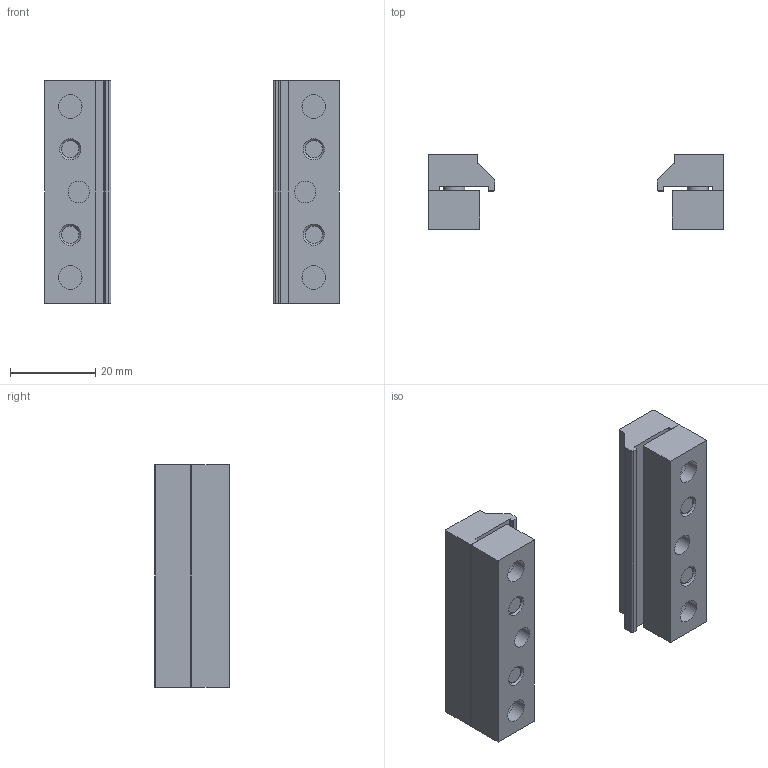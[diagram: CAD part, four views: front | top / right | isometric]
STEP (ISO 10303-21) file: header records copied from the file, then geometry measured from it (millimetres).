
FILE_DESCRIPTION(/* description */ ('STEP AP214'),/* implementation_level */ '2;1');
FILE_NAME(/* name */ '562238_MUE-45',/* time_stamp */ '2024-09-11T20:33:12+02:00',/* author */ ('License CC BY-ND 4.0'),/* organization */ ('CADENAS'),/* preprocessor_version */ 'ST-DEVELOPER v19.3',/* originating_system */ 'PARTsolutions',/* authorisation */ ' ');
FILE_SCHEMA (('AUTOMOTIVE_DESIGN {1 0 10303 214 3 1 1}'));
Length unit declared in the file: millimetre
Products named in the file (4): 562238 MUE-45---(45); 733133 MUE-45P1; DIN-912 - M5x12(F); 733134 MUE-45P2
Assembly tree (8 placements, depth 2):
  562238 MUE-45---(45)
    733133 MUE-45P1  x2
    DIN-912 - M5x12(F)  x4
    733134 MUE-45P2  x2
Bounding box: 69 x 17.5 x 52 mm (x, y, z)
Volume: 19180.1 mm3; surface area: 13797.5 mm2
Topology: 8 solids, 8 shells, 210 faces, 454 edges, 272 vertices
Faces by surface type: plane 104, cylinder 54, cone 52
Full cylindrical faces by diameter (mm): 4.134 x4, 5 x6, 5.5 x8, 8.5 x4, 10 x8
Entity records: 2185 total; most frequent: DIRECTION 384, CARTESIAN_POINT 363, ORIENTED_EDGE 296, AXIS2_PLACEMENT_3D 156, EDGE_CURVE 148, FACE_BOUND 119, EDGE_LOOP 118, VERTEX_POINT 105
